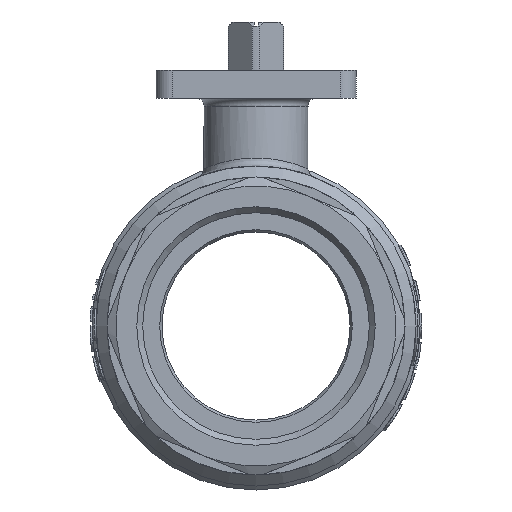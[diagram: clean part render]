
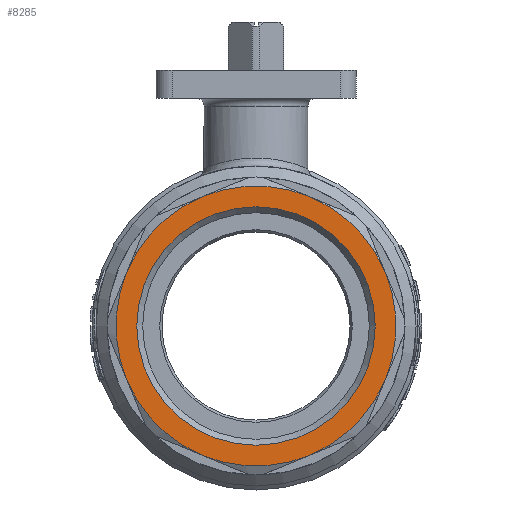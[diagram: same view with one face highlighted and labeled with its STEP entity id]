
A CAD part, left-side view. The second image highlights one B-rep face of the part: STEP entity #8285.
In plain terms, the highlighted planar face has unit normal (-1, 0, 0).
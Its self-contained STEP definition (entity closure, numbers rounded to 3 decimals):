
#1151=PLANE('',#8878);
#2100=ORIENTED_EDGE('',*,*,#3400,.T.);
#2101=ORIENTED_EDGE('',*,*,#3401,.T.);
#2102=ORIENTED_EDGE('',*,*,#3402,.T.);
#2103=ORIENTED_EDGE('',*,*,#3403,.T.);
#2104=ORIENTED_EDGE('',*,*,#3404,.T.);
#2105=ORIENTED_EDGE('',*,*,#3405,.T.);
#2106=ORIENTED_EDGE('',*,*,#3406,.T.);
#2107=ORIENTED_EDGE('',*,*,#3407,.T.);
#2108=ORIENTED_EDGE('',*,*,#2894,.T.);
#2894=EDGE_CURVE('',#3719,#3719,#4305,.T.);
#3400=EDGE_CURVE('',#4073,#4074,#4409,.T.);
#3401=EDGE_CURVE('',#4074,#4075,#4410,.T.);
#3402=EDGE_CURVE('',#4075,#4076,#4411,.T.);
#3403=EDGE_CURVE('',#4076,#4077,#4412,.T.);
#3404=EDGE_CURVE('',#4077,#4078,#4413,.T.);
#3405=EDGE_CURVE('',#4078,#4079,#4414,.T.);
#3406=EDGE_CURVE('',#4079,#4080,#4415,.T.);
#3407=EDGE_CURVE('',#4080,#4073,#4416,.T.);
#3719=VERTEX_POINT('',#11094);
#4073=VERTEX_POINT('',#17216);
#4074=VERTEX_POINT('',#17217);
#4075=VERTEX_POINT('',#17219);
#4076=VERTEX_POINT('',#17221);
#4077=VERTEX_POINT('',#17223);
#4078=VERTEX_POINT('',#17225);
#4079=VERTEX_POINT('',#17227);
#4080=VERTEX_POINT('',#17229);
#4305=CIRCLE('',#8519,29.808);
#4409=CIRCLE('',#8879,35.);
#4410=CIRCLE('',#8880,35.);
#4411=CIRCLE('',#8881,35.);
#4412=CIRCLE('',#8882,35.);
#4413=CIRCLE('',#8883,35.);
#4414=CIRCLE('',#8884,35.);
#4415=CIRCLE('',#8885,35.);
#4416=CIRCLE('',#8886,35.);
#4855=EDGE_LOOP('',(#2100,#2101,#2102,#2103,#2104,#2105,#2106,#2107));
#4856=EDGE_LOOP('',(#2108));
#5423=FACE_BOUND('',#4855,.T.);
#5424=FACE_BOUND('',#4856,.T.);
#8285=ADVANCED_FACE('',(#5423,#5424),#1151,.T.);
#8519=AXIS2_PLACEMENT_3D('',#11093,#9288,#9289);
#8878=AXIS2_PLACEMENT_3D('',#17214,#10236,#10237);
#8879=AXIS2_PLACEMENT_3D('',#17215,#10238,#10239);
#8880=AXIS2_PLACEMENT_3D('',#17218,#10240,#10241);
#8881=AXIS2_PLACEMENT_3D('',#17220,#10242,#10243);
#8882=AXIS2_PLACEMENT_3D('',#17222,#10244,#10245);
#8883=AXIS2_PLACEMENT_3D('',#17224,#10246,#10247);
#8884=AXIS2_PLACEMENT_3D('',#17226,#10248,#10249);
#8885=AXIS2_PLACEMENT_3D('',#17228,#10250,#10251);
#8886=AXIS2_PLACEMENT_3D('',#17230,#10252,#10253);
#9288=DIRECTION('',(1.,0.,0.));
#9289=DIRECTION('',(0.,0.,-1.));
#10236=DIRECTION('',(-1.,0.,0.));
#10237=DIRECTION('',(0.,0.,1.));
#10238=DIRECTION('',(-1.,0.,0.));
#10239=DIRECTION('',(0.,0.,1.));
#10240=DIRECTION('',(-1.,0.,0.));
#10241=DIRECTION('',(0.,0.,1.));
#10242=DIRECTION('',(-1.,0.,0.));
#10243=DIRECTION('',(0.,0.,1.));
#10244=DIRECTION('',(-1.,0.,0.));
#10245=DIRECTION('',(0.,0.,1.));
#10246=DIRECTION('',(-1.,0.,0.));
#10247=DIRECTION('',(0.,0.,1.));
#10248=DIRECTION('',(-1.,0.,0.));
#10249=DIRECTION('',(0.,0.,1.));
#10250=DIRECTION('',(-1.,0.,0.));
#10251=DIRECTION('',(0.,0.,1.));
#10252=DIRECTION('',(-1.,0.,0.));
#10253=DIRECTION('',(0.,0.,1.));
#11093=CARTESIAN_POINT('',(-60.4,0.,0.));
#11094=CARTESIAN_POINT('',(-60.4,0.,-29.808));
#17214=CARTESIAN_POINT('',(-60.4,18.942,45.73));
#17215=CARTESIAN_POINT('',(-60.4,0.,0.));
#17216=CARTESIAN_POINT('',(-60.4,-13.394,32.336));
#17217=CARTESIAN_POINT('',(-60.4,13.394,32.336));
#17218=CARTESIAN_POINT('',(-60.4,0.,0.));
#17219=CARTESIAN_POINT('',(-60.4,32.336,13.394));
#17220=CARTESIAN_POINT('',(-60.4,0.,0.));
#17221=CARTESIAN_POINT('',(-60.4,32.336,-13.394));
#17222=CARTESIAN_POINT('',(-60.4,0.,0.));
#17223=CARTESIAN_POINT('',(-60.4,13.394,-32.336));
#17224=CARTESIAN_POINT('',(-60.4,0.,0.));
#17225=CARTESIAN_POINT('',(-60.4,-13.394,-32.336));
#17226=CARTESIAN_POINT('',(-60.4,0.,0.));
#17227=CARTESIAN_POINT('',(-60.4,-32.336,-13.394));
#17228=CARTESIAN_POINT('',(-60.4,0.,0.));
#17229=CARTESIAN_POINT('',(-60.4,-32.336,13.394));
#17230=CARTESIAN_POINT('',(-60.4,0.,0.));
